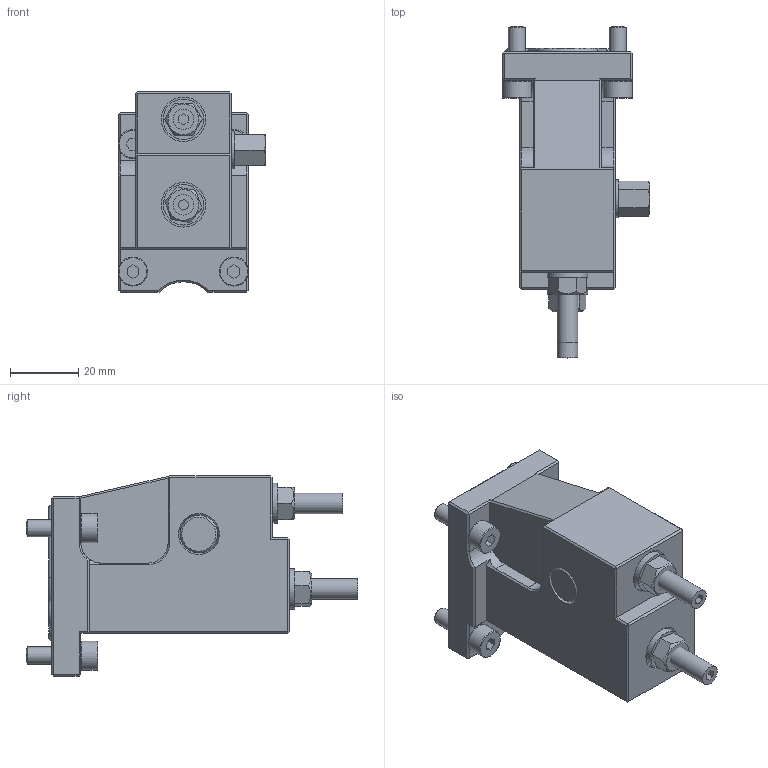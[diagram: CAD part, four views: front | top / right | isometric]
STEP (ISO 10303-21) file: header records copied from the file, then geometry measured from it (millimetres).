
FILE_DESCRIPTION(/* description */ ('Unknown'),/* implementation_level */ '2;1');
FILE_NAME(/* name */ 'AP-1020-303',/* time_stamp */ '2021-05-19T12:00:18+02:00',/* author */ ('Unknown'),/* organization */ ('Unknown'),/* preprocessor_version */ 'ST-DEVELOPER v16.7',/* originating_system */ 'Solid Edge',/* authorisation */ 'Unknown');
FILE_SCHEMA (('AUTOMOTIVE_DESIGN {1 0 10303 214 3 1 1}'));
Length unit declared in the file: millimetre
Products named in the file (15): AP-1020-303; AP-1020-H01-001_oa_0; WU-1505-016; WT-3300-516; WV-7306-030_oa_1; WV-2400-706; WV-7306-030_oa_2; WT-3402-716 adjust_oa_3; WT-3500-716_oa_4; AP-1020-H01-004-A_oa_5; AP-1020-H01-003-C_oa_6; WT-3500-716_oa_7; WT-3400-516; WT-3400-816_oa_8; WT-3400-816_oa_9
Assembly tree (18 placements, depth 2):
  AP-1020-303
    AP-1020-H01-001_oa_0
    WU-1505-016  x4
    WT-3300-516
    WV-7306-030_oa_1
    WV-2400-706  x2
    WV-7306-030_oa_2
    WT-3402-716 adjust_oa_3
    WT-3500-716_oa_4
    AP-1020-H01-004-A_oa_5
    AP-1020-H01-003-C_oa_6
    WT-3500-716_oa_7
    WT-3400-516
    WT-3400-816_oa_8
    WT-3400-816_oa_9
Bounding box: 43 x 97 x 58.5 mm (x, y, z)
Volume: 44276.9 mm3; surface area: 29235.9 mm2
Topology: 16 solids, 16 shells, 293 faces, 672 edges, 425 vertices
Faces by surface type: plane 199, cylinder 43, cone 28, torus 23
Full cylindrical faces by diameter (mm): 1.78 x2, 3 x1, 4.917 x4, 5 x4, 5.5 x4, 6 x2, 7.8 x2, 8.5 x4, 10.984 x1, 11 x3, 11.8 x2, 13 x2
Entity records: 6744 total; most frequent: CARTESIAN_POINT 1146, DIRECTION 1058, ORIENTED_EDGE 952, EDGE_CURVE 476, AXIS2_PLACEMENT_3D 362, LINE 334, VECTOR 334, VERTEX_POINT 324
